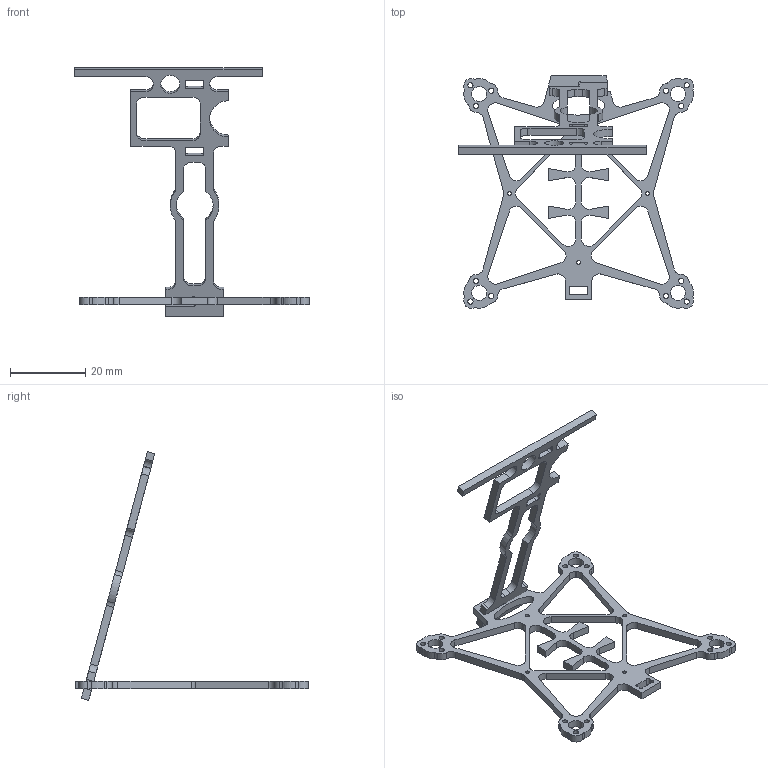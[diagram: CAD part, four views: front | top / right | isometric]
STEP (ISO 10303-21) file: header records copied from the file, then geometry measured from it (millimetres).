
FILE_DESCRIPTION(('Open CASCADE Model'),'2;1');
FILE_NAME('Open CASCADE Shape Model','2022-06-30T14:44:06',('Author'),( 'Open CASCADE'),'Open CASCADE STEP processor 7.5','Open CASCADE 7.5' ,'Unknown');
FILE_SCHEMA(('AUTOMOTIVE_DESIGN { 1 0 10303 214 1 1 1 1 }'));
Length unit declared in the file: millimetre
Products named in the file (3): Open CASCADE STEP translator 7.5 53; Open CASCADE STEP translator 7.5 53.1; Open CASCADE STEP translator 7.5 53.2
Assembly tree (2 placements, depth 2):
  Open CASCADE STEP translator 7.5 53
    Open CASCADE STEP translator 7.5 53.1
    Open CASCADE STEP translator 7.5 53.2
Bounding box: 62.62 x 62 x 66.3 mm (x, y, z)
Volume: 3137 mm3; surface area: 5911.6 mm2
Topology: 2 solids, 2 shells, 252 faces, 744 edges, 496 vertices
Faces by surface type: cylinder 130, plane 105, bspline 16, extrusion 1
Full cylindrical faces by diameter (mm): 1 x4, 1.4 x12, 4 x4, 5 x1
Entity records: 19453 total; most frequent: CARTESIAN_POINT 4811, DIRECTION 2693, VECTOR 1521, LINE 1520, ORIENTED_EDGE 1488, PCURVE 1488, DEFINITIONAL_REPRESENTATION 1488, EDGE_CURVE 744
